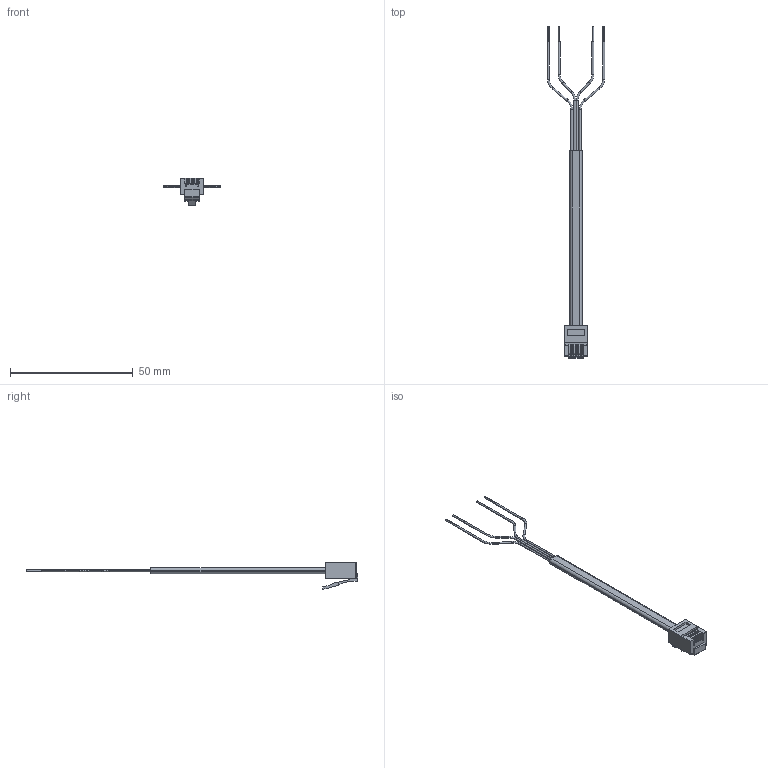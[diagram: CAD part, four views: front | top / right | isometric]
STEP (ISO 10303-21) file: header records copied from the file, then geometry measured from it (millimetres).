
FILE_DESCRIPTION (( 'STEP AP203' ), '1' );
FILE_NAME ('TDC019.STEP', '2006-06-23T20:21:29', ( 'lcom' ), ( 'lcom' ), 'SwSTEP 2.0', 'SolidWorks 2006004', '' );
FILE_SCHEMA (( 'CONFIG_CONTROL_DESIGN' ));
Length unit declared in the file: inch
Products named in the file (3): TSP3066-PROD; TDB6-PROD_4 COND FLAT CABLE; TDC019
Assembly tree (2 placements, depth 2):
  TDC019
    TDB6-PROD_4 COND FLAT CABLE
    TSP3066-PROD
Bounding box: 23.24 x 135.03 x 11.03 mm (x, y, z)
Volume: 1637.8 mm3; surface area: 2559.9 mm2
Topology: 2 solids, 2 shells, 232 faces, 594 edges, 380 vertices
Faces by surface type: plane 131, cylinder 68, bspline 17, torus 16
Entity records: 8641 total; most frequent: CARTESIAN_POINT 2702, ORIENTED_EDGE 1188, DIRECTION 1152, EDGE_CURVE 594, LINE 400, VECTOR 400, VERTEX_POINT 380, AXIS2_PLACEMENT_3D 376
